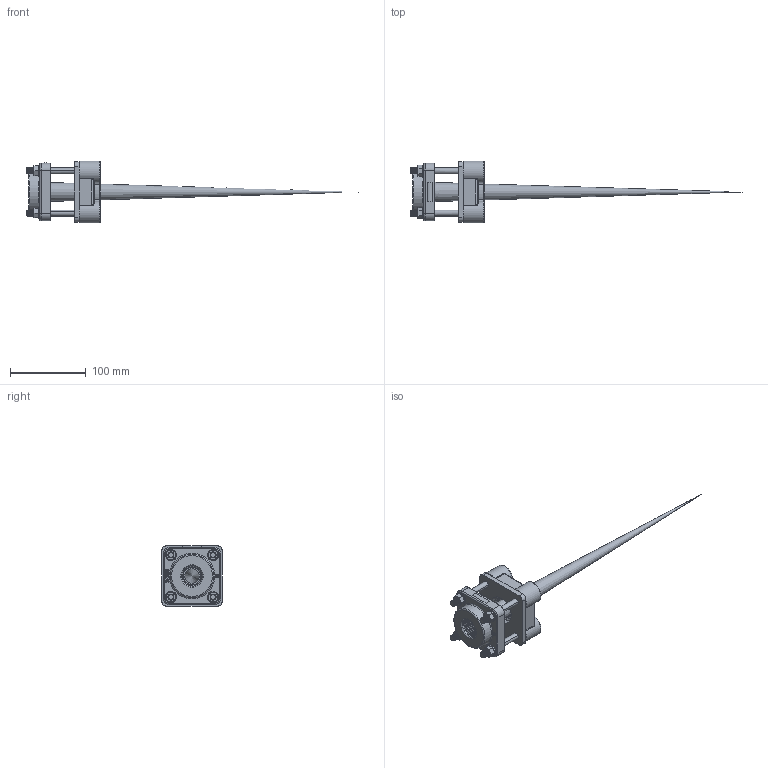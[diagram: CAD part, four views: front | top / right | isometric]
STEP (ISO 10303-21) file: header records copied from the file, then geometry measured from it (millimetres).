
FILE_DESCRIPTION(/* description */ ('3/4" X 1" NPT BOLTED FLANGE, W/ 3 1/4" BOLTS, EPDM'),/* implementation_level */ '2;1');
FILE_NAME(/* name */ 'BF075325.stp',/* time_stamp */ '2019-11-09T09:22:47-05:00',/* author */ ('MJC'),/* organization */ (''),/* preprocessor_version */ 'ST-DEVELOPER v17.2',/* originating_system */ 'Autodesk Inventor 2019',/* authorisation */ '');
FILE_SCHEMA (('AUTOMOTIVE_DESIGN { 1 0 10303 214 3 1 1 }'));
Length unit declared in the file: inch
Products named in the file (10): BF075325; BF101; BF07357; V07357X; BF304A; BF108; V10118; V10119; BF100GE; VL1004
Assembly tree (21 placements, depth 3):
  BF075325
    BF101
    BF07357
      V07357X
    BF304A  x4
    BF108  x4
    V10118  x4
    V10119  x4
    BF100GE
    VL1004
Bounding box: 438.01 x 81.69 x 81.69 mm (x, y, z)
Volume: 281699.7 mm3; surface area: 186184.3 mm2
Topology: 20 solids, 20 shells, 1622 faces, 3809 edges, 2304 vertices
Faces by surface type: plane 512, cone 452, cylinder 443, bspline 161, torus 50, sphere 4
Full cylindrical faces by diameter (mm): 4.572 x1, 8.636 x4, 8.738 x4, 8.89 x4, 18.288 x4, 18.847 x8, 18.923 x4, 19.05 x1, 38.1 x1, 57.404 x1
Entity records: 36006 total; most frequent: CARTESIAN_POINT 14636, ORIENTED_EDGE 4576, DIRECTION 3863, EDGE_CURVE 2288, VERTEX_POINT 1452, LINE 1369, VECTOR 1369, AXIS2_PLACEMENT_3D 1247
